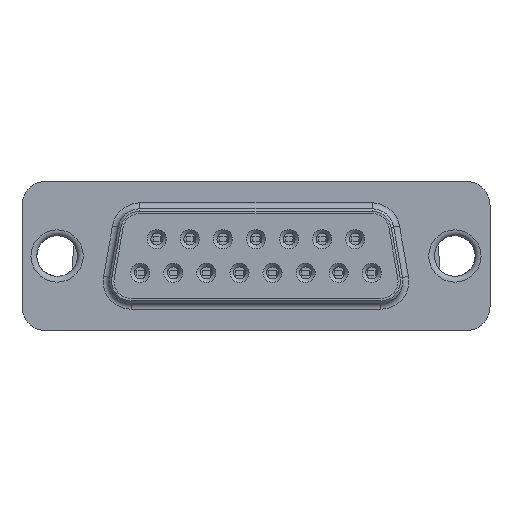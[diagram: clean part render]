
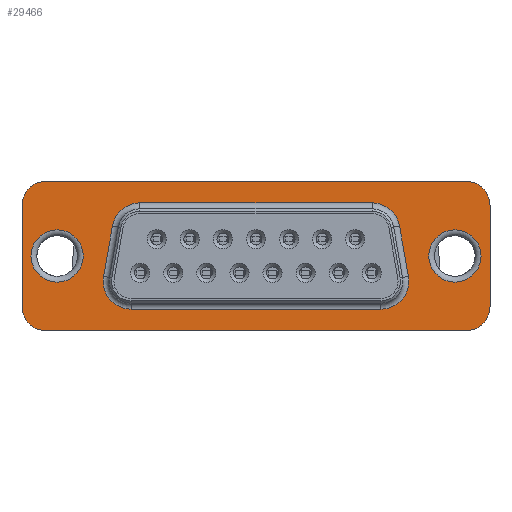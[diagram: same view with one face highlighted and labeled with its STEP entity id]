
A CAD part, front view. The second image highlights one B-rep face of the part: STEP entity #29466.
In plain terms, the highlighted face is planar.
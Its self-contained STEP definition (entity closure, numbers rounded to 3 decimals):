
#898=CIRCLE('',#37075,2.19);
#899=CIRCLE('',#37076,2.19);
#900=CIRCLE('',#37077,2.33);
#901=CIRCLE('',#37078,2.33);
#902=CIRCLE('',#37079,2.33);
#903=CIRCLE('',#37080,2.33);
#904=CIRCLE('',#37081,2.);
#905=CIRCLE('',#37082,2.);
#906=CIRCLE('',#37083,2.);
#907=CIRCLE('',#37084,2.);
#5882=ORIENTED_EDGE('',*,*,#12146,.T.);
#5883=ORIENTED_EDGE('',*,*,#12147,.T.);
#5884=ORIENTED_EDGE('',*,*,#12148,.T.);
#5885=ORIENTED_EDGE('',*,*,#12149,.T.);
#5886=ORIENTED_EDGE('',*,*,#12150,.T.);
#5887=ORIENTED_EDGE('',*,*,#12151,.T.);
#5888=ORIENTED_EDGE('',*,*,#12152,.T.);
#5889=ORIENTED_EDGE('',*,*,#12153,.T.);
#5890=ORIENTED_EDGE('',*,*,#12154,.T.);
#5891=ORIENTED_EDGE('',*,*,#12155,.T.);
#5892=ORIENTED_EDGE('',*,*,#12118,.T.);
#5893=ORIENTED_EDGE('',*,*,#12156,.T.);
#5894=ORIENTED_EDGE('',*,*,#12120,.T.);
#5895=ORIENTED_EDGE('',*,*,#12157,.T.);
#5896=ORIENTED_EDGE('',*,*,#12126,.T.);
#5897=ORIENTED_EDGE('',*,*,#12158,.T.);
#5898=ORIENTED_EDGE('',*,*,#12130,.T.);
#5899=ORIENTED_EDGE('',*,*,#12159,.T.);
#12118=EDGE_CURVE('',#15593,#15592,#18824,.T.);
#12120=EDGE_CURVE('',#15594,#15595,#18826,.T.);
#12126=EDGE_CURVE('',#15601,#15600,#18832,.T.);
#12130=EDGE_CURVE('',#15605,#15604,#18836,.T.);
#12146=EDGE_CURVE('',#15616,#15616,#898,.F.);
#12147=EDGE_CURVE('',#15617,#15617,#899,.F.);
#12148=EDGE_CURVE('',#15618,#15619,#18842,.F.);
#12149=EDGE_CURVE('',#15619,#15620,#900,.F.);
#12150=EDGE_CURVE('',#15620,#15621,#18843,.F.);
#12151=EDGE_CURVE('',#15621,#15622,#901,.F.);
#12152=EDGE_CURVE('',#15622,#15623,#18844,.F.);
#12153=EDGE_CURVE('',#15623,#15624,#902,.F.);
#12154=EDGE_CURVE('',#15624,#15625,#18845,.F.);
#12155=EDGE_CURVE('',#15625,#15618,#903,.F.);
#12156=EDGE_CURVE('',#15592,#15594,#904,.T.);
#12157=EDGE_CURVE('',#15595,#15601,#905,.T.);
#12158=EDGE_CURVE('',#15600,#15605,#906,.T.);
#12159=EDGE_CURVE('',#15604,#15593,#907,.T.);
#15592=VERTEX_POINT('',#51281);
#15593=VERTEX_POINT('',#51283);
#15594=VERTEX_POINT('',#51287);
#15595=VERTEX_POINT('',#51288);
#15600=VERTEX_POINT('',#51299);
#15601=VERTEX_POINT('',#51301);
#15604=VERTEX_POINT('',#51308);
#15605=VERTEX_POINT('',#51310);
#15616=VERTEX_POINT('',#51339);
#15617=VERTEX_POINT('',#51341);
#15618=VERTEX_POINT('',#51343);
#15619=VERTEX_POINT('',#51344);
#15620=VERTEX_POINT('',#51346);
#15621=VERTEX_POINT('',#51348);
#15622=VERTEX_POINT('',#51350);
#15623=VERTEX_POINT('',#51352);
#15624=VERTEX_POINT('',#51354);
#15625=VERTEX_POINT('',#51356);
#18824=LINE('',#51282,#22338);
#18826=LINE('',#51286,#22340);
#18832=LINE('',#51300,#22346);
#18836=LINE('',#51309,#22350);
#18842=LINE('',#51342,#22356);
#18843=LINE('',#51347,#22357);
#18844=LINE('',#51351,#22358);
#18845=LINE('',#51355,#22359);
#22338=VECTOR('',#42368,1000.);
#22340=VECTOR('',#42372,1000.);
#22346=VECTOR('',#42380,1000.);
#22350=VECTOR('',#42386,1000.);
#22356=VECTOR('',#42420,1000.);
#22357=VECTOR('',#42423,1000.);
#22358=VECTOR('',#42426,1000.);
#22359=VECTOR('',#42429,1000.);
#24874=EDGE_LOOP('',(#5882));
#24875=EDGE_LOOP('',(#5883));
#24876=EDGE_LOOP('',(#5884,#5885,#5886,#5887,#5888,#5889,#5890,#5891));
#24877=EDGE_LOOP('',(#5892,#5893,#5894,#5895,#5896,#5897,#5898,#5899));
#26592=FACE_BOUND('',#24874,.T.);
#26593=FACE_BOUND('',#24875,.T.);
#26594=FACE_BOUND('',#24876,.T.);
#26595=FACE_BOUND('',#24877,.T.);
#28057=PLANE('',#37074);
#29466=ADVANCED_FACE('',(#26592,#26593,#26594,#26595),#28057,.T.);
#37074=AXIS2_PLACEMENT_3D('',#51337,#42414,#42415);
#37075=AXIS2_PLACEMENT_3D('',#51338,#42416,#42417);
#37076=AXIS2_PLACEMENT_3D('',#51340,#42418,#42419);
#37077=AXIS2_PLACEMENT_3D('',#51345,#42421,#42422);
#37078=AXIS2_PLACEMENT_3D('',#51349,#42424,#42425);
#37079=AXIS2_PLACEMENT_3D('',#51353,#42427,#42428);
#37080=AXIS2_PLACEMENT_3D('',#51357,#42430,#42431);
#37081=AXIS2_PLACEMENT_3D('',#51358,#42432,#42433);
#37082=AXIS2_PLACEMENT_3D('',#51359,#42434,#42435);
#37083=AXIS2_PLACEMENT_3D('',#51360,#42436,#42437);
#37084=AXIS2_PLACEMENT_3D('',#51361,#42438,#42439);
#42368=DIRECTION('',(0.,0.,1.));
#42372=DIRECTION('',(1.,0.,0.));
#42380=DIRECTION('',(0.,0.,-1.));
#42386=DIRECTION('',(-1.,0.,0.));
#42414=DIRECTION('',(0.,1.,0.));
#42415=DIRECTION('',(0.,0.,1.));
#42416=DIRECTION('',(0.,1.,0.));
#42417=DIRECTION('',(0.,0.,1.));
#42418=DIRECTION('',(0.,1.,0.));
#42419=DIRECTION('',(0.,0.,1.));
#42420=DIRECTION('',(0.174,0.,0.985));
#42421=DIRECTION('',(0.,1.,0.));
#42422=DIRECTION('',(0.,0.,1.));
#42423=DIRECTION('',(-1.,0.,0.));
#42424=DIRECTION('',(0.,1.,0.));
#42425=DIRECTION('',(0.,0.,1.));
#42426=DIRECTION('',(0.174,0.,-0.985));
#42427=DIRECTION('',(0.,1.,0.));
#42428=DIRECTION('',(0.,0.,1.));
#42429=DIRECTION('',(1.,0.,0.));
#42430=DIRECTION('',(0.,1.,0.));
#42431=DIRECTION('',(0.,0.,1.));
#42432=DIRECTION('',(0.,1.,0.));
#42433=DIRECTION('',(0.,0.,1.));
#42434=DIRECTION('',(0.,1.,0.));
#42435=DIRECTION('',(0.,0.,1.));
#42436=DIRECTION('',(0.,1.,0.));
#42437=DIRECTION('',(0.,0.,1.));
#42438=DIRECTION('',(0.,1.,0.));
#42439=DIRECTION('',(0.,0.,1.));
#51281=CARTESIAN_POINT('',(-19.6,0.,4.25));
#51282=CARTESIAN_POINT('',(-19.6,0.,-6.25));
#51283=CARTESIAN_POINT('',(-19.6,0.,-4.25));
#51286=CARTESIAN_POINT('',(-19.6,0.,6.25));
#51287=CARTESIAN_POINT('',(-17.6,0.,6.25));
#51288=CARTESIAN_POINT('',(17.6,0.,6.25));
#51299=CARTESIAN_POINT('',(19.6,0.,-4.25));
#51300=CARTESIAN_POINT('',(19.6,0.,6.25));
#51301=CARTESIAN_POINT('',(19.6,0.,4.25));
#51308=CARTESIAN_POINT('',(-17.6,0.,-6.25));
#51309=CARTESIAN_POINT('',(19.6,0.,-6.25));
#51310=CARTESIAN_POINT('',(17.6,0.,-6.25));
#51337=CARTESIAN_POINT('',(0.,0.,0.));
#51338=CARTESIAN_POINT('',(16.66,0.,0.));
#51339=CARTESIAN_POINT('',(16.66,0.,2.19));
#51340=CARTESIAN_POINT('',(-16.66,0.,0.));
#51341=CARTESIAN_POINT('',(-16.66,0.,2.19));
#51342=CARTESIAN_POINT('',(-12.765,0.,-1.715));
#51343=CARTESIAN_POINT('',(-12.017,0.,2.525));
#51344=CARTESIAN_POINT('',(-12.765,0.,-1.715));
#51345=CARTESIAN_POINT('',(-10.47,0.,-2.12));
#51346=CARTESIAN_POINT('',(-10.47,0.,-4.45));
#51347=CARTESIAN_POINT('',(10.47,0.,-4.45));
#51348=CARTESIAN_POINT('',(10.47,0.,-4.45));
#51349=CARTESIAN_POINT('',(10.47,0.,-2.12));
#51350=CARTESIAN_POINT('',(12.765,0.,-1.715));
#51351=CARTESIAN_POINT('',(12.017,0.,2.525));
#51352=CARTESIAN_POINT('',(12.017,0.,2.525));
#51353=CARTESIAN_POINT('',(9.722,0.,2.12));
#51354=CARTESIAN_POINT('',(9.722,0.,4.45));
#51355=CARTESIAN_POINT('',(-9.722,0.,4.45));
#51356=CARTESIAN_POINT('',(-9.722,0.,4.45));
#51357=CARTESIAN_POINT('',(-9.722,0.,2.12));
#51358=CARTESIAN_POINT('',(-17.6,0.,4.25));
#51359=CARTESIAN_POINT('',(17.6,0.,4.25));
#51360=CARTESIAN_POINT('',(17.6,0.,-4.25));
#51361=CARTESIAN_POINT('',(-17.6,0.,-4.25));
